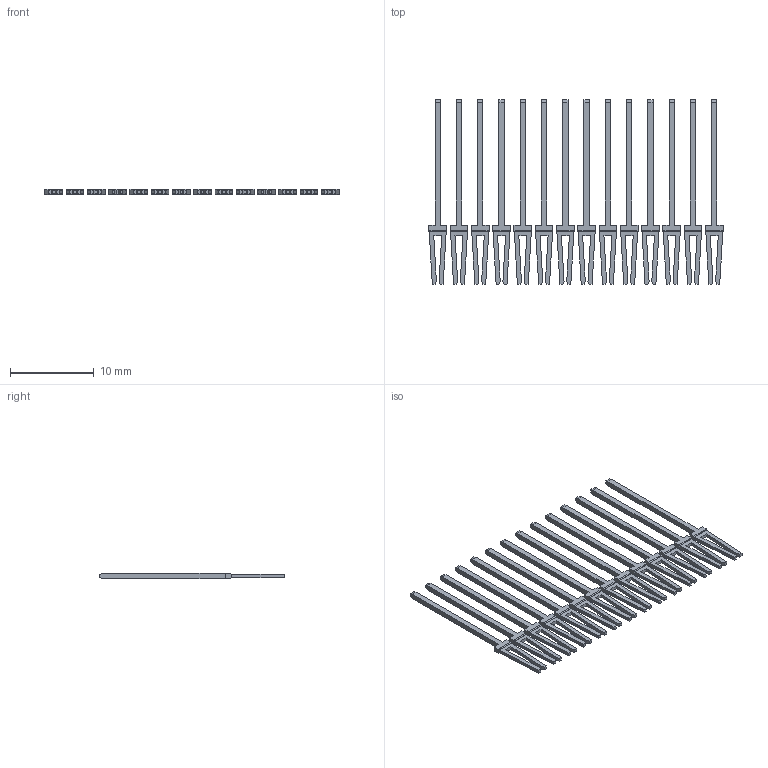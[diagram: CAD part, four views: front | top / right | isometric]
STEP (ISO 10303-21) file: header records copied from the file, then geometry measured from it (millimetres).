
FILE_DESCRIPTION(/* description */ (''),/* implementation_level */ '2;1');
FILE_NAME(/* name */ 'Stackable_Component3 .step',/* time_stamp */ '2018-12-28T16:22:42-06:00',/* author */ ('tomservo63'),/* organization */ (''),/* preprocessor_version */ 'ST-DEVELOPER v17.2',/* originating_system */ 'Autodesk Translation Framework v7.6.0.251',/* authorisation */ '');
FILE_SCHEMA (('AUTOMOTIVE_DESIGN { 1 0 10303 214 3 1 1 }'));
Length unit declared in the file: inch
Products named in the file (1): Stackable_Component3
Bounding box: 35.13 x 22.08 x 0.64 mm (x, y, z)
Volume: 137.2 mm3; surface area: 950.7 mm2
Topology: 14 solids, 14 shells, 350 faces, 924 edges, 616 vertices
Faces by surface type: plane 350
Entity records: 10617 total; most frequent: CARTESIAN_POINT 1891, ORIENTED_EDGE 1848, DIRECTION 1626, LINE 924, VECTOR 924, EDGE_CURVE 924, VERTEX_POINT 616, EDGE_LOOP 364
